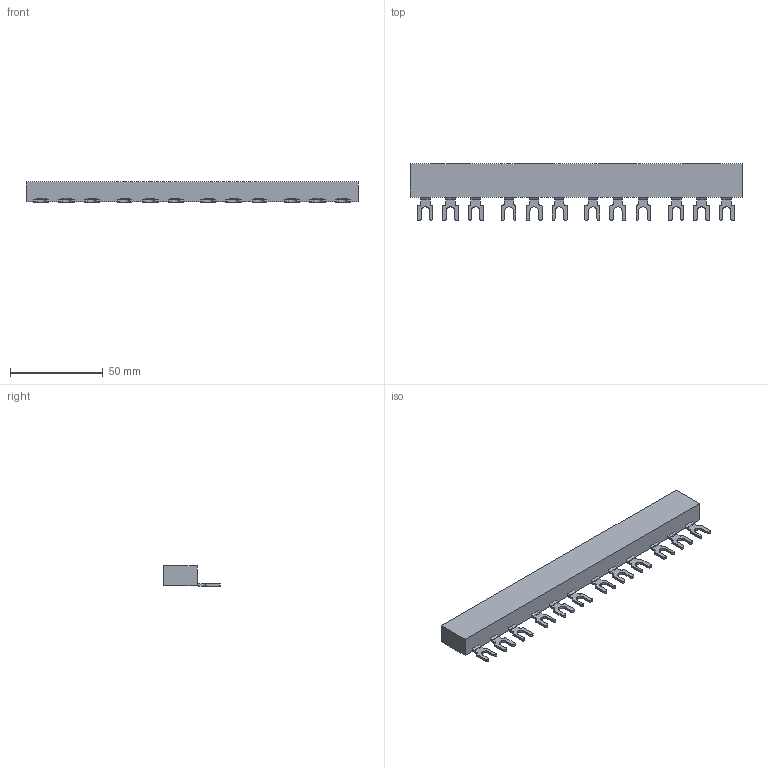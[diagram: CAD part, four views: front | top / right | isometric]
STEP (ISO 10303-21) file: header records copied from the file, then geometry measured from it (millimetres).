
FILE_DESCRIPTION (( 'STEP AP203' ), '1' );
FILE_NAME ('GV2G445.step', '2023-08-31T19:59:51', ( '' ), ( '' ), 'SwSTEP 2.0', 'SolidWorks 2021', '' );
FILE_SCHEMA (( 'CONFIG_CONTROL_DESIGN' ));
Length unit declared in the file: inch
Products named in the file (1): GV2G445
Bounding box: 178.6 x 30.5 x 10.9 mm (x, y, z)
Volume: 34146.2 mm3; surface area: 13909.6 mm2
Topology: 1 solids, 1 shells, 396 faces, 1110 edges, 740 vertices
Faces by surface type: plane 254, cylinder 142
Entity records: 12859 total; most frequent: CARTESIAN_POINT 2436, ORIENTED_EDGE 2220, DIRECTION 2084, EDGE_CURVE 1110, VECTOR 804, LINE 804, VERTEX_POINT 740, AXIS2_PLACEMENT_3D 640
